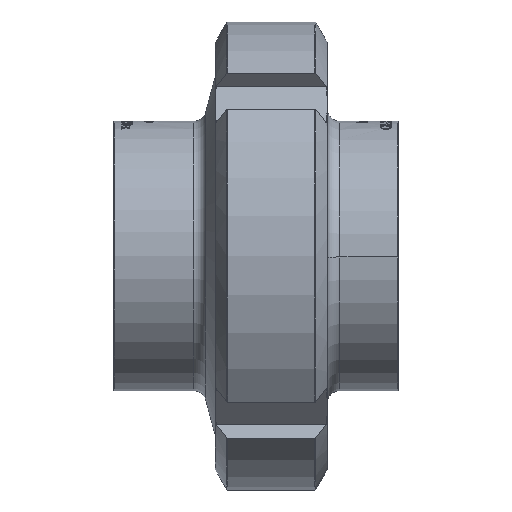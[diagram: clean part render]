
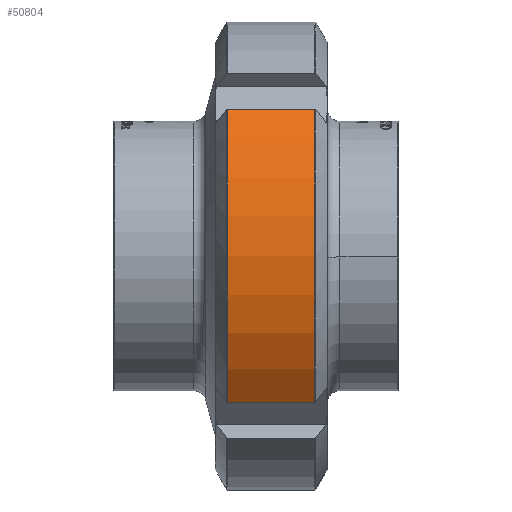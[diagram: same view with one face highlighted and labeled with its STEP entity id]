
A CAD part, top view. The second image highlights one B-rep face of the part: STEP entity #50804.
In plain terms, the highlighted cylindrical face has radius 46 mm (diameter 92 mm), a partial arc.
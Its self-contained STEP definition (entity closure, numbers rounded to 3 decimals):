
#2957 = ORIENTED_EDGE ( 'NONE', *, *, #62862, .T. ) ;
#3139 = VERTEX_POINT ( 'NONE', #50893 ) ;
#3941 = ORIENTED_EDGE ( 'NONE', *, *, #17866, .T. ) ;
#4393 = CARTESIAN_POINT ( 'NONE',  ( -12.575, 0., 0. ) ) ;
#4626 = CARTESIAN_POINT ( 'NONE',  ( 7., 0., 0. ) ) ;
#4629 = AXIS2_PLACEMENT_3D ( 'NONE', #4626, #18944, #5280 ) ;
#5280 = DIRECTION ( 'NONE',  ( 0., 1., 0. ) ) ;
#5527 = CARTESIAN_POINT ( 'NONE',  ( -12.575, 28.799, 35.87 ) ) ;
#6938 = CARTESIAN_POINT ( 'NONE',  ( 4.575, 28.799, 35.87 ) ) ;
#9787 = EDGE_CURVE ( 'NONE', #3139, #40184, #63502, .T. ) ;
#10018 = LINE ( 'NONE', #13447, #23834 ) ;
#13447 = CARTESIAN_POINT ( 'NONE',  ( 7., 28.799, 35.87 ) ) ;
#14837 = DIRECTION ( 'NONE',  ( 0., -1., 0. ) ) ;
#16260 = ORIENTED_EDGE ( 'NONE', *, *, #61676, .T. ) ;
#17866 = EDGE_CURVE ( 'NONE', #20570, #3139, #41026, .T. ) ;
#18944 = DIRECTION ( 'NONE',  ( 1., 0., 0. ) ) ;
#20570 = VERTEX_POINT ( 'NONE', #30682 ) ;
#22166 = DIRECTION ( 'NONE',  ( 0., -1., 0. ) ) ;
#22803 = CARTESIAN_POINT ( 'NONE',  ( 4.575, 0., 0. ) ) ;
#23834 = VECTOR ( 'NONE', #38041, 1000. ) ;
#24685 = DIRECTION ( 'NONE',  ( 1., 0., 0. ) ) ;
#25343 = AXIS2_PLACEMENT_3D ( 'NONE', #4393, #24685, #14837 ) ;
#30682 = CARTESIAN_POINT ( 'NONE',  ( -12.575, -28.799, 35.87 ) ) ;
#33178 = VERTEX_POINT ( 'NONE', #5527 ) ;
#36204 = AXIS2_PLACEMENT_3D ( 'NONE', #22803, #41866, #22166 ) ;
#38041 = DIRECTION ( 'NONE',  ( -1., 0., 0. ) ) ;
#40184 = VERTEX_POINT ( 'NONE', #6938 ) ;
#40818 = CIRCLE ( 'NONE', #25343, 46. ) ;
#41026 = LINE ( 'NONE', #60006, #57835 ) ;
#41866 = DIRECTION ( 'NONE',  ( -1., 0., 0. ) ) ;
#44721 = CYLINDRICAL_SURFACE ( 'NONE', #4629, 46. ) ;
#50537 = DIRECTION ( 'NONE',  ( 1., 0., 0. ) ) ;
#50799 = FACE_OUTER_BOUND ( 'NONE', #60187, .T. ) ;
#50804 = ADVANCED_FACE ( 'NONE', ( #50799 ), #44721, .T. ) ;
#50893 = CARTESIAN_POINT ( 'NONE',  ( 4.575, -28.799, 35.87 ) ) ;
#51726 = ORIENTED_EDGE ( 'NONE', *, *, #9787, .T. ) ;
#57835 = VECTOR ( 'NONE', #50537, 1000. ) ;
#60006 = CARTESIAN_POINT ( 'NONE',  ( 7., -28.799, 35.87 ) ) ;
#60187 = EDGE_LOOP ( 'NONE', ( #3941, #51726, #2957, #16260 ) ) ;
#61676 = EDGE_CURVE ( 'NONE', #33178, #20570, #40818, .T. ) ;
#62862 = EDGE_CURVE ( 'NONE', #40184, #33178, #10018, .T. ) ;
#63502 = CIRCLE ( 'NONE', #36204, 46. ) ;
